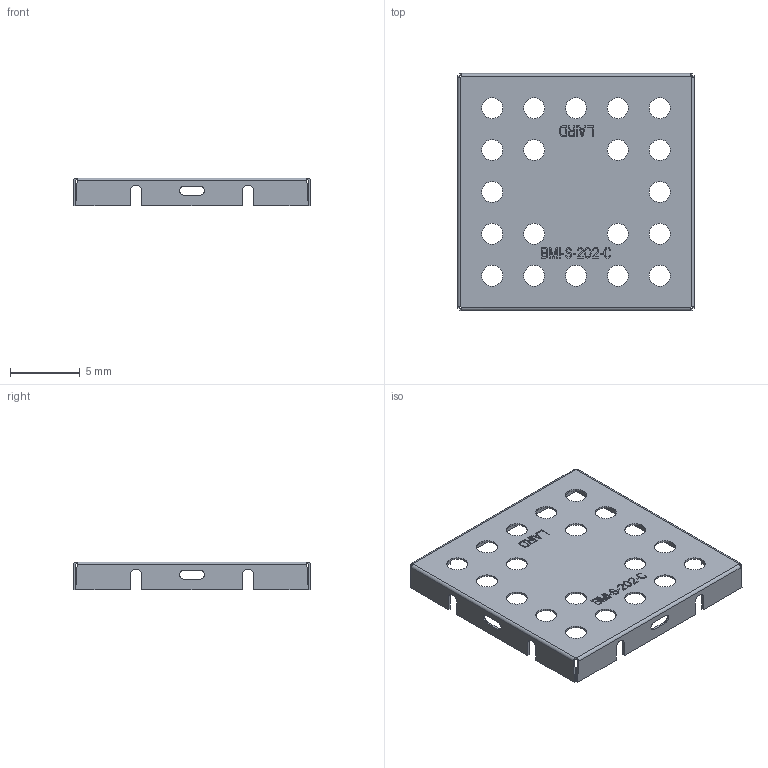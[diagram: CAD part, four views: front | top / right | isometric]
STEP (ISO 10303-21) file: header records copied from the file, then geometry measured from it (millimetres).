
FILE_DESCRIPTION(('STEP AP214'), '1');
FILE_NAME('Laird-BMI-S-202-C', '', ('UNSPECIFIED'), ('UNSPECIFIED'), 'ASCON STEP Converter 1.3', 'ASCON Math Kernel', '');
FILE_SCHEMA(('AUTOMOTIVE_DESIGN { 1 0 10303 214 3 1 1}'));
Length unit declared in the file: millimetre
Products named in the file (2): Laird-DEFAULT_Laird-BMI-S-202-F  and  BMI-S-202-C_BMI-S-202-C
Assembly tree (1 placements, depth 2):
  Laird-DEFAULT_Laird-BMI-S-202-F  and  BMI-S-202-C_BMI-S-202-C
    (unnamed)
Bounding box: 16.96 x 16.96 x 2 mm (x, y, z)
Volume: 46.5 mm3; surface area: 748.2 mm2
Topology: 1 solids, 1 shells, 475 faces, 1313 edges, 862 vertices
Faces by surface type: plane 411, cylinder 48, bspline 16
Full cylindrical faces by diameter (mm): 1.5 x20
Entity records: 19211 total; most frequent: CARTESIAN_POINT 3246, ORIENTED_EDGE 2586, DIRECTION 2247, EDGE_CURVE 1293, LINE 1173, VECTOR 1173, VERTEX_POINT 862, EDGE_LOOP 565
